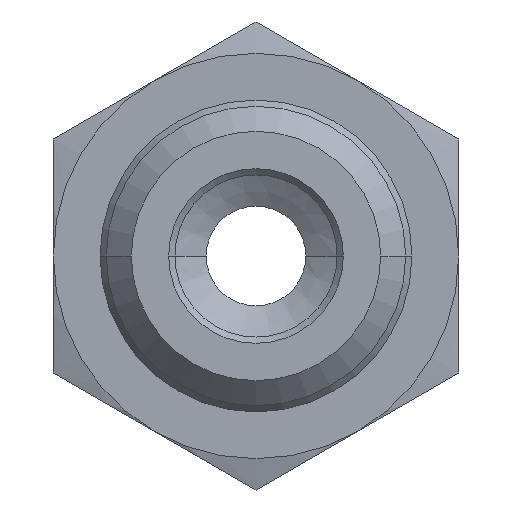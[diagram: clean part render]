
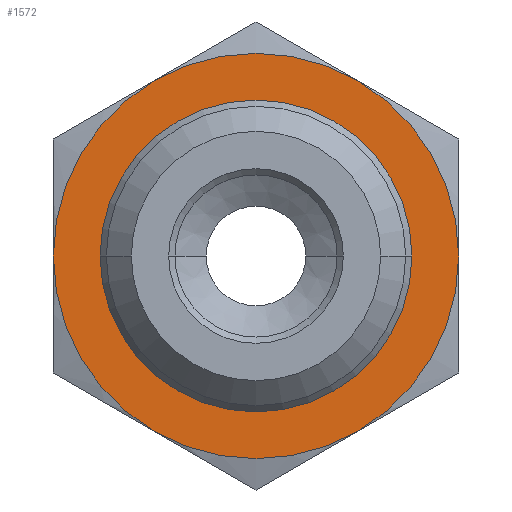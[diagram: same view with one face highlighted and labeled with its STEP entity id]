
A CAD part, front view. The second image highlights one B-rep face of the part: STEP entity #1572.
In plain terms, the highlighted planar face has unit normal (0, -1, 0).
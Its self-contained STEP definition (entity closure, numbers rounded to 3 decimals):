
#253=CARTESIAN_POINT('',(0.,0.,0.));
#254=DIRECTION('',(0.,-1.,0.));
#255=DIRECTION('',(-1.,0.,0.));
#256=AXIS2_PLACEMENT_3D('',#253,#254,#255);
#258=CARTESIAN_POINT('',(0.,0.,0.));
#259=DIRECTION('',(0.,1.,0.));
#260=DIRECTION('',(-1.,0.,0.));
#261=AXIS2_PLACEMENT_3D('',#258,#259,#260);
#263=CARTESIAN_POINT('',(0.,0.,0.));
#264=DIRECTION('',(0.,1.,0.));
#265=DIRECTION('',(-1.,0.,0.));
#266=AXIS2_PLACEMENT_3D('',#263,#264,#265);
#268=CARTESIAN_POINT('',(0.,0.,0.));
#269=DIRECTION('',(0.,1.,0.));
#270=DIRECTION('',(-0.5,0.,0.866));
#271=AXIS2_PLACEMENT_3D('',#268,#269,#270);
#273=CARTESIAN_POINT('',(0.,0.,0.));
#274=DIRECTION('',(0.,1.,0.));
#275=DIRECTION('',(0.5,0.,0.866));
#276=AXIS2_PLACEMENT_3D('',#273,#274,#275);
#310=CARTESIAN_POINT('',(0.,0.,0.));
#311=DIRECTION('',(0.,1.,0.));
#312=DIRECTION('',(1.,0.,0.));
#313=AXIS2_PLACEMENT_3D('',#310,#311,#312);
#315=CARTESIAN_POINT('',(0.,0.,0.));
#316=DIRECTION('',(0.,1.,0.));
#317=DIRECTION('',(0.5,0.,-0.866));
#318=AXIS2_PLACEMENT_3D('',#315,#316,#317);
#320=CARTESIAN_POINT('',(0.,0.,0.));
#321=DIRECTION('',(0.,1.,0.));
#322=DIRECTION('',(-0.5,0.,-0.866));
#323=AXIS2_PLACEMENT_3D('',#320,#321,#322);
#1067=CARTESIAN_POINT('',(-5.,0.,0.));
#1068=VERTEX_POINT('',#1067);
#1073=CARTESIAN_POINT('',(5.,0.,0.));
#1074=VERTEX_POINT('',#1073);
#1075=CARTESIAN_POINT('',(-6.5,0.,0.));
#1076=CARTESIAN_POINT('',(-3.25,0.,5.629));
#1077=VERTEX_POINT('',#1075);
#1078=VERTEX_POINT('',#1076);
#1079=CARTESIAN_POINT('',(3.25,0.,5.629));
#1080=VERTEX_POINT('',#1079);
#1081=CARTESIAN_POINT('',(6.5,0.,0.));
#1082=VERTEX_POINT('',#1081);
#1087=CARTESIAN_POINT('',(3.25,0.,-5.629));
#1088=VERTEX_POINT('',#1087);
#1089=CARTESIAN_POINT('',(-3.25,0.,-5.629));
#1090=VERTEX_POINT('',#1089);
#1549=CARTESIAN_POINT('',(0.,0.,0.));
#1550=DIRECTION('',(0.,-1.,0.));
#1551=DIRECTION('',(-1.,0.,0.));
#1552=AXIS2_PLACEMENT_3D('',#1549,#1550,#1551);
#1553=PLANE('',#1552);
#1555=ORIENTED_EDGE('',*,*,#1554,.T.);
#1557=ORIENTED_EDGE('',*,*,#1556,.T.);
#1559=ORIENTED_EDGE('',*,*,#1558,.T.);
#1561=ORIENTED_EDGE('',*,*,#1560,.T.);
#1563=ORIENTED_EDGE('',*,*,#1562,.T.);
#1565=ORIENTED_EDGE('',*,*,#1564,.T.);
#1566=EDGE_LOOP('',(#1555,#1557,#1559,#1561,#1563,#1565));
#1567=FACE_OUTER_BOUND('',#1566,.F.);
#1568=ORIENTED_EDGE('',*,*,#1544,.T.);
#1569=ORIENTED_EDGE('',*,*,#1528,.F.);
#1570=EDGE_LOOP('',(#1568,#1569));
#1571=FACE_BOUND('',#1570,.F.);
#1572=ADVANCED_FACE('',(#1567,#1571),#1553,.T.);
#257=CIRCLE('',#256,5.);
#262=CIRCLE('',#261,5.);
#267=CIRCLE('',#266,6.5);
#272=CIRCLE('',#271,6.5);
#277=CIRCLE('',#276,6.5);
#314=CIRCLE('',#313,6.5);
#319=CIRCLE('',#318,6.5);
#324=CIRCLE('',#323,6.5);
#1528=EDGE_CURVE('',#1068,#1074,#262,.T.);
#1544=EDGE_CURVE('',#1068,#1074,#257,.T.);
#1554=EDGE_CURVE('',#1077,#1078,#267,.T.);
#1556=EDGE_CURVE('',#1078,#1080,#272,.T.);
#1558=EDGE_CURVE('',#1080,#1082,#277,.T.);
#1560=EDGE_CURVE('',#1082,#1088,#314,.T.);
#1562=EDGE_CURVE('',#1088,#1090,#319,.T.);
#1564=EDGE_CURVE('',#1090,#1077,#324,.T.);
